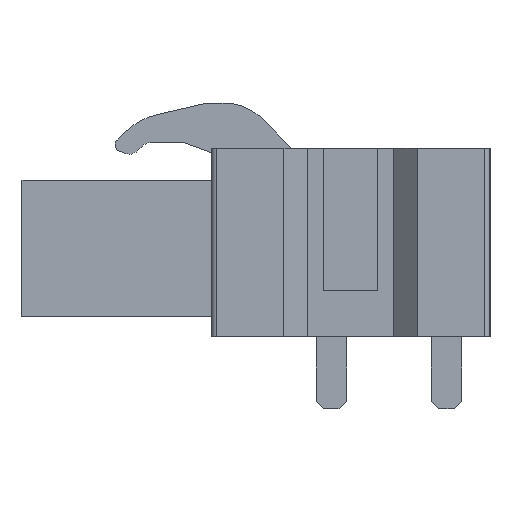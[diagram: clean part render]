
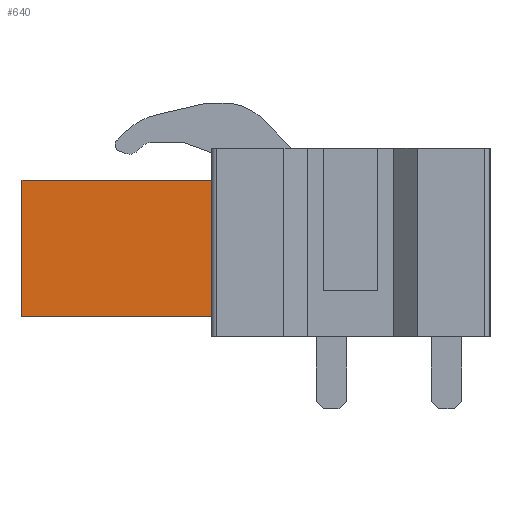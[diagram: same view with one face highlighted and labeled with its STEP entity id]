
A CAD part, left-side view. The second image highlights one B-rep face of the part: STEP entity #640.
In plain terms, the highlighted planar face has unit normal (-1, 0, 0).
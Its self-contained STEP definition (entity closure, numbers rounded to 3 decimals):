
#546=AXIS2_PLACEMENT_3D('Plane Axis2P3D',#543,#544,#545) ;
#89=CARTESIAN_POINT('Vertex',(5.08,20.65,4.075)) ;
#92=CARTESIAN_POINT('Line Origine',(5.08,20.65,7.075)) ;
#96=CARTESIAN_POINT('Vertex',(5.08,20.65,10.075)) ;
#543=CARTESIAN_POINT('Axis2P3D Location',(5.08,0.4,3.2)) ;
#583=CARTESIAN_POINT('Line Origine',(5.08,12.175,10.95)) ;
#587=CARTESIAN_POINT('Vertex',(5.08,12.05,10.95)) ;
#589=CARTESIAN_POINT('Vertex',(5.08,12.3,10.95)) ;
#592=CARTESIAN_POINT('Line Origine',(5.08,12.3,10.513)) ;
#596=CARTESIAN_POINT('Vertex',(5.08,12.3,10.075)) ;
#599=CARTESIAN_POINT('Line Origine',(5.08,16.475,10.075)) ;
#604=CARTESIAN_POINT('Line Origine',(5.08,16.475,4.075)) ;
#608=CARTESIAN_POINT('Vertex',(5.08,12.3,4.075)) ;
#611=CARTESIAN_POINT('Line Origine',(5.08,12.3,3.638)) ;
#615=CARTESIAN_POINT('Vertex',(5.08,12.3,3.2)) ;
#618=CARTESIAN_POINT('Line Origine',(5.08,12.175,3.2)) ;
#622=CARTESIAN_POINT('Vertex',(5.08,12.05,3.2)) ;
#625=CARTESIAN_POINT('Line Origine',(5.08,12.05,7.075)) ;
#93=DIRECTION('Vector Direction',(0.,0.,1.)) ;
#544=DIRECTION('Axis2P3D Direction',(-1.,0.,0.)) ;
#545=DIRECTION('Axis2P3D XDirection',(0.,0.,1.)) ;
#584=DIRECTION('Vector Direction',(0.,1.,0.)) ;
#593=DIRECTION('Vector Direction',(0.,0.,-1.)) ;
#600=DIRECTION('Vector Direction',(0.,1.,0.)) ;
#605=DIRECTION('Vector Direction',(0.,1.,0.)) ;
#612=DIRECTION('Vector Direction',(0.,0.,1.)) ;
#619=DIRECTION('Vector Direction',(0.,1.,0.)) ;
#626=DIRECTION('Vector Direction',(0.,0.,-1.)) ;
#94=VECTOR('Line Direction',#93,1.) ;
#585=VECTOR('Line Direction',#584,1.) ;
#594=VECTOR('Line Direction',#593,1.) ;
#601=VECTOR('Line Direction',#600,1.) ;
#606=VECTOR('Line Direction',#605,1.) ;
#613=VECTOR('Line Direction',#612,1.) ;
#620=VECTOR('Line Direction',#619,1.) ;
#627=VECTOR('Line Direction',#626,1.) ;
#631=ORIENTED_EDGE('',*,*,#591,.T.) ;
#632=ORIENTED_EDGE('',*,*,#598,.F.) ;
#633=ORIENTED_EDGE('',*,*,#603,.F.) ;
#634=ORIENTED_EDGE('',*,*,#98,.T.) ;
#635=ORIENTED_EDGE('',*,*,#610,.F.) ;
#636=ORIENTED_EDGE('',*,*,#617,.F.) ;
#637=ORIENTED_EDGE('',*,*,#624,.F.) ;
#638=ORIENTED_EDGE('',*,*,#629,.F.) ;
#640=ADVANCED_FACE('BLL5.08/24/90FI 3.2SN OR 1843970000',(#639),#547,.T.) ;
#98=EDGE_CURVE('',#97,#90,#95,.F.) ;
#591=EDGE_CURVE('',#588,#590,#586,.T.) ;
#598=EDGE_CURVE('',#597,#590,#595,.F.) ;
#603=EDGE_CURVE('',#97,#597,#602,.F.) ;
#610=EDGE_CURVE('',#609,#90,#607,.T.) ;
#617=EDGE_CURVE('',#616,#609,#614,.T.) ;
#624=EDGE_CURVE('',#623,#616,#621,.T.) ;
#629=EDGE_CURVE('',#588,#623,#628,.T.) ;
#630=EDGE_LOOP('',(#631,#632,#633,#634,#635,#636,#637,#638)) ;
#639=FACE_OUTER_BOUND('',#630,.T.) ;
#95=LINE('Line',#92,#94) ;
#586=LINE('Line',#583,#585) ;
#595=LINE('Line',#592,#594) ;
#602=LINE('Line',#599,#601) ;
#607=LINE('Line',#604,#606) ;
#614=LINE('Line',#611,#613) ;
#621=LINE('Line',#618,#620) ;
#628=LINE('Line',#625,#627) ;
#547=PLANE('',#546) ;
#90=VERTEX_POINT('',#89) ;
#97=VERTEX_POINT('',#96) ;
#588=VERTEX_POINT('',#587) ;
#590=VERTEX_POINT('',#589) ;
#597=VERTEX_POINT('',#596) ;
#609=VERTEX_POINT('',#608) ;
#616=VERTEX_POINT('',#615) ;
#623=VERTEX_POINT('',#622) ;
